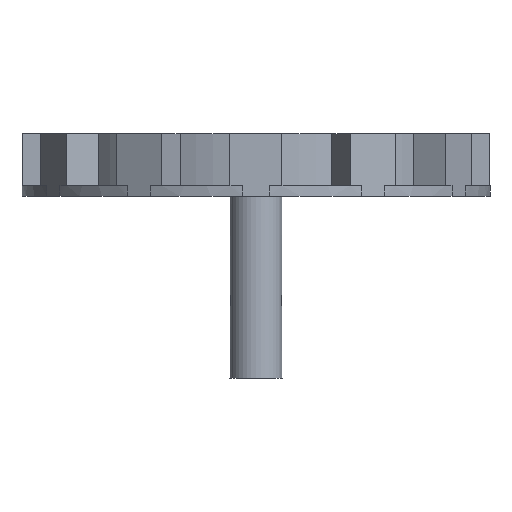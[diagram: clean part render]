
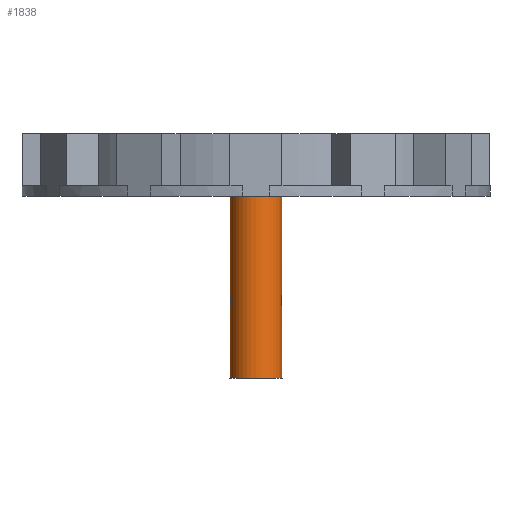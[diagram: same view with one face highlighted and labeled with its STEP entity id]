
A CAD part, left-side view. The second image highlights one B-rep face of the part: STEP entity #1838.
In plain terms, the highlighted cylindrical face has radius 5 mm (diameter 10 mm), a full revolution.
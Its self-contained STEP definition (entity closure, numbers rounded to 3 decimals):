
#93=FACE_BOUND('',#283,.T.);
#94=FACE_BOUND('',#284,.T.);
#99=CIRCLE('',#1959,5.);
#100=CIRCLE('',#1960,5.);
#176=FACE_OUTER_BOUND('',#282,.T.);
#282=EDGE_LOOP('',(#1267,#1268,#1269,#1270));
#283=EDGE_LOOP('',(#1271,#1272));
#284=EDGE_LOOP('',(#1273,#1274));
#390=LINE('',#2858,#586);
#586=VECTOR('',#2152,5.);
#779=B_SPLINE_CURVE_WITH_KNOTS('',3,(#2695,#2696,#2697,#2698,#2699,#2700,
#2701,#2702,#2703,#2704,#2705,#2706,#2707,#2708,#2709,#2710,#2711,#2712),
 .UNSPECIFIED.,.F.,.F.,(4,2,2,2,2,2,2,2,4),(0.,0.043,0.087,
0.13,0.174,0.217,0.261,
0.304,0.348),.UNSPECIFIED.);
#780=B_SPLINE_CURVE_WITH_KNOTS('',3,(#2713,#2714,#2715,#2716,#2717,#2718,
#2719,#2720,#2721,#2722,#2723,#2724,#2725,#2726,#2727,#2728,#2729,#2730),
 .UNSPECIFIED.,.F.,.F.,(4,2,2,2,2,2,2,2,4),(0.348,0.391,
0.435,0.478,0.522,0.565,
0.609,0.652,0.696),.UNSPECIFIED.);
#785=B_SPLINE_CURVE_WITH_KNOTS('',3,(#2812,#2813,#2814,#2815,#2816,#2817,
#2818,#2819,#2820,#2821,#2822,#2823,#2824,#2825,#2826,#2827,#2828,#2829),
 .UNSPECIFIED.,.F.,.F.,(4,2,2,2,2,2,2,2,4),(0.,0.043,0.087,
0.13,0.174,0.217,0.261,
0.304,0.348),.UNSPECIFIED.);
#786=B_SPLINE_CURVE_WITH_KNOTS('',3,(#2830,#2831,#2832,#2833,#2834,#2835,
#2836,#2837,#2838,#2839,#2840,#2841,#2842,#2843,#2844,#2845,#2846,#2847),
 .UNSPECIFIED.,.F.,.F.,(4,2,2,2,2,2,2,2,4),(0.348,0.391,
0.435,0.478,0.522,0.565,
0.609,0.652,0.696),.UNSPECIFIED.);
#787=VERTEX_POINT('',#2693);
#788=VERTEX_POINT('',#2694);
#793=VERTEX_POINT('',#2809);
#794=VERTEX_POINT('',#2811);
#797=VERTEX_POINT('',#2855);
#798=VERTEX_POINT('',#2857);
#967=EDGE_CURVE('',#787,#788,#779,.T.);
#968=EDGE_CURVE('',#788,#787,#780,.T.);
#975=EDGE_CURVE('',#794,#793,#785,.T.);
#976=EDGE_CURVE('',#793,#794,#786,.T.);
#980=EDGE_CURVE('',#797,#797,#99,.T.);
#981=EDGE_CURVE('',#797,#798,#390,.T.);
#982=EDGE_CURVE('',#798,#798,#100,.T.);
#1267=ORIENTED_EDGE('',*,*,#980,.F.);
#1268=ORIENTED_EDGE('',*,*,#981,.T.);
#1269=ORIENTED_EDGE('',*,*,#982,.F.);
#1270=ORIENTED_EDGE('',*,*,#981,.F.);
#1271=ORIENTED_EDGE('',*,*,#975,.T.);
#1272=ORIENTED_EDGE('',*,*,#976,.T.);
#1273=ORIENTED_EDGE('',*,*,#967,.T.);
#1274=ORIENTED_EDGE('',*,*,#968,.T.);
#1810=CYLINDRICAL_SURFACE('',#1958,5.);
#1838=ADVANCED_FACE('',(#176,#93,#94),#1810,.T.);
#1958=AXIS2_PLACEMENT_3D('',#2854,#2148,#2149);
#1959=AXIS2_PLACEMENT_3D('',#2856,#2150,#2151);
#1960=AXIS2_PLACEMENT_3D('',#2859,#2153,#2154);
#2148=DIRECTION('center_axis',(0.,0.,-1.));
#2149=DIRECTION('ref_axis',(1.,0.,0.));
#2150=DIRECTION('center_axis',(0.,0.,-1.));
#2151=DIRECTION('ref_axis',(1.,0.,0.));
#2152=DIRECTION('',(0.,0.,1.));
#2153=DIRECTION('center_axis',(0.,0.,1.));
#2154=DIRECTION('ref_axis',(1.,0.,0.));
#2693=CARTESIAN_POINT('',(6.15,40.134,-22.));
#2694=CARTESIAN_POINT('',(3.85,40.134,-22.));
#2695=CARTESIAN_POINT('Ctrl Pts',(6.15,40.134,-22.));
#2696=CARTESIAN_POINT('Ctrl Pts',(6.15,40.134,-22.145));
#2697=CARTESIAN_POINT('Ctrl Pts',(6.121,40.127,-22.299));
#2698=CARTESIAN_POINT('Ctrl Pts',(6.003,40.101,-22.582));
#2699=CARTESIAN_POINT('Ctrl Pts',(5.915,40.083,-22.711));
#2700=CARTESIAN_POINT('Ctrl Pts',(5.711,40.05,-22.915));
#2701=CARTESIAN_POINT('Ctrl Pts',(5.582,40.032,-23.003));
#2702=CARTESIAN_POINT('Ctrl Pts',(5.299,40.007,-23.121));
#2703=CARTESIAN_POINT('Ctrl Pts',(5.145,40.,-23.15));
#2704=CARTESIAN_POINT('Ctrl Pts',(4.855,40.,-23.15));
#2705=CARTESIAN_POINT('Ctrl Pts',(4.701,40.007,-23.121));
#2706=CARTESIAN_POINT('Ctrl Pts',(4.418,40.032,-23.003));
#2707=CARTESIAN_POINT('Ctrl Pts',(4.289,40.05,-22.915));
#2708=CARTESIAN_POINT('Ctrl Pts',(4.085,40.083,-22.711));
#2709=CARTESIAN_POINT('Ctrl Pts',(3.997,40.101,-22.582));
#2710=CARTESIAN_POINT('Ctrl Pts',(3.879,40.127,-22.299));
#2711=CARTESIAN_POINT('Ctrl Pts',(3.85,40.134,-22.145));
#2712=CARTESIAN_POINT('Ctrl Pts',(3.85,40.134,-22.));
#2713=CARTESIAN_POINT('Ctrl Pts',(3.85,40.134,-22.));
#2714=CARTESIAN_POINT('Ctrl Pts',(3.85,40.134,-21.855));
#2715=CARTESIAN_POINT('Ctrl Pts',(3.879,40.127,-21.701));
#2716=CARTESIAN_POINT('Ctrl Pts',(3.997,40.101,-21.418));
#2717=CARTESIAN_POINT('Ctrl Pts',(4.085,40.083,-21.289));
#2718=CARTESIAN_POINT('Ctrl Pts',(4.289,40.05,-21.085));
#2719=CARTESIAN_POINT('Ctrl Pts',(4.418,40.032,-20.997));
#2720=CARTESIAN_POINT('Ctrl Pts',(4.701,40.007,-20.879));
#2721=CARTESIAN_POINT('Ctrl Pts',(4.855,40.,-20.85));
#2722=CARTESIAN_POINT('Ctrl Pts',(5.145,40.,-20.85));
#2723=CARTESIAN_POINT('Ctrl Pts',(5.299,40.007,-20.879));
#2724=CARTESIAN_POINT('Ctrl Pts',(5.582,40.032,-20.997));
#2725=CARTESIAN_POINT('Ctrl Pts',(5.711,40.05,-21.085));
#2726=CARTESIAN_POINT('Ctrl Pts',(5.915,40.083,-21.289));
#2727=CARTESIAN_POINT('Ctrl Pts',(6.003,40.101,-21.418));
#2728=CARTESIAN_POINT('Ctrl Pts',(6.121,40.127,-21.701));
#2729=CARTESIAN_POINT('Ctrl Pts',(6.15,40.134,-21.855));
#2730=CARTESIAN_POINT('Ctrl Pts',(6.15,40.134,-22.));
#2809=CARTESIAN_POINT('',(3.85,49.866,-22.));
#2811=CARTESIAN_POINT('',(6.15,49.866,-22.));
#2812=CARTESIAN_POINT('Ctrl Pts',(6.15,49.866,-22.));
#2813=CARTESIAN_POINT('Ctrl Pts',(6.15,49.866,-21.855));
#2814=CARTESIAN_POINT('Ctrl Pts',(6.121,49.873,-21.701));
#2815=CARTESIAN_POINT('Ctrl Pts',(6.003,49.899,-21.418));
#2816=CARTESIAN_POINT('Ctrl Pts',(5.915,49.917,-21.289));
#2817=CARTESIAN_POINT('Ctrl Pts',(5.711,49.95,-21.085));
#2818=CARTESIAN_POINT('Ctrl Pts',(5.582,49.968,-20.997));
#2819=CARTESIAN_POINT('Ctrl Pts',(5.299,49.993,-20.879));
#2820=CARTESIAN_POINT('Ctrl Pts',(5.145,50.,-20.85));
#2821=CARTESIAN_POINT('Ctrl Pts',(4.855,50.,-20.85));
#2822=CARTESIAN_POINT('Ctrl Pts',(4.701,49.993,-20.879));
#2823=CARTESIAN_POINT('Ctrl Pts',(4.418,49.968,-20.997));
#2824=CARTESIAN_POINT('Ctrl Pts',(4.289,49.95,-21.085));
#2825=CARTESIAN_POINT('Ctrl Pts',(4.085,49.917,-21.289));
#2826=CARTESIAN_POINT('Ctrl Pts',(3.997,49.899,-21.418));
#2827=CARTESIAN_POINT('Ctrl Pts',(3.879,49.873,-21.701));
#2828=CARTESIAN_POINT('Ctrl Pts',(3.85,49.866,-21.855));
#2829=CARTESIAN_POINT('Ctrl Pts',(3.85,49.866,-22.));
#2830=CARTESIAN_POINT('Ctrl Pts',(3.85,49.866,-22.));
#2831=CARTESIAN_POINT('Ctrl Pts',(3.85,49.866,-22.145));
#2832=CARTESIAN_POINT('Ctrl Pts',(3.879,49.873,-22.299));
#2833=CARTESIAN_POINT('Ctrl Pts',(3.997,49.899,-22.582));
#2834=CARTESIAN_POINT('Ctrl Pts',(4.085,49.917,-22.711));
#2835=CARTESIAN_POINT('Ctrl Pts',(4.289,49.95,-22.915));
#2836=CARTESIAN_POINT('Ctrl Pts',(4.418,49.968,-23.003));
#2837=CARTESIAN_POINT('Ctrl Pts',(4.701,49.993,-23.121));
#2838=CARTESIAN_POINT('Ctrl Pts',(4.855,50.,-23.15));
#2839=CARTESIAN_POINT('Ctrl Pts',(5.145,50.,-23.15));
#2840=CARTESIAN_POINT('Ctrl Pts',(5.299,49.993,-23.121));
#2841=CARTESIAN_POINT('Ctrl Pts',(5.582,49.968,-23.003));
#2842=CARTESIAN_POINT('Ctrl Pts',(5.711,49.95,-22.915));
#2843=CARTESIAN_POINT('Ctrl Pts',(5.915,49.917,-22.711));
#2844=CARTESIAN_POINT('Ctrl Pts',(6.003,49.899,-22.582));
#2845=CARTESIAN_POINT('Ctrl Pts',(6.121,49.873,-22.299));
#2846=CARTESIAN_POINT('Ctrl Pts',(6.15,49.866,-22.145));
#2847=CARTESIAN_POINT('Ctrl Pts',(6.15,49.866,-22.));
#2854=CARTESIAN_POINT('Origin',(5.,45.,-2.));
#2855=CARTESIAN_POINT('',(0.,45.,-37.));
#2856=CARTESIAN_POINT('Origin',(5.,45.,-37.));
#2857=CARTESIAN_POINT('',(0.,45.,-2.));
#2858=CARTESIAN_POINT('',(0.,45.,-2.));
#2859=CARTESIAN_POINT('Origin',(5.,45.,-2.));
